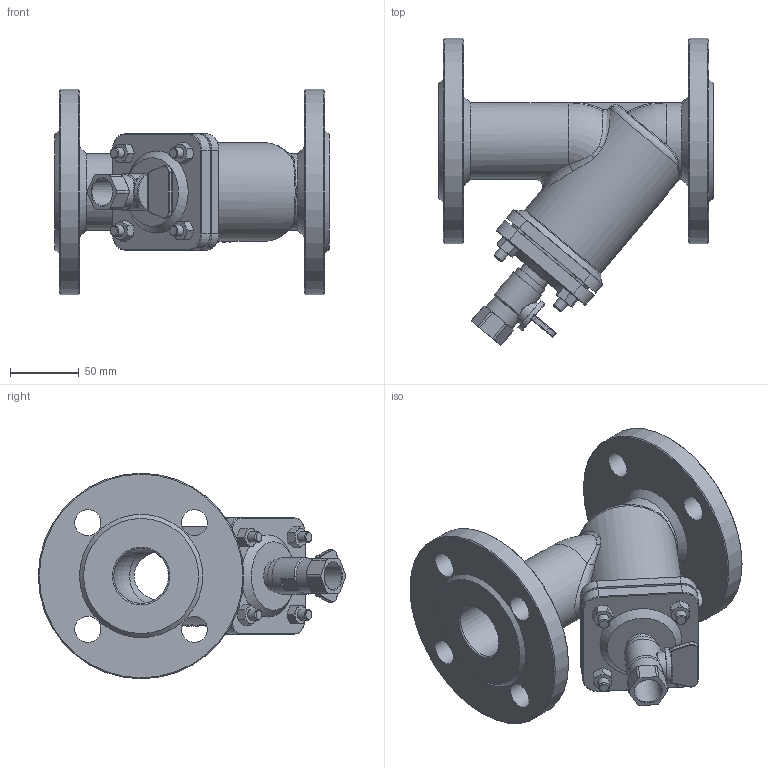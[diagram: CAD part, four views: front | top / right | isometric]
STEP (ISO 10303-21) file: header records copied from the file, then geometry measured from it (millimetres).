
FILE_DESCRIPTION(/* description */ (''),/* implementation_level */ '2;1');
FILE_NAME(/* name */ 'DN40_3D_STEP.stp',/* time_stamp */ '2024-11-30T20:30:03+03:00',/* author */ ('igorr'),/* organization */ (''),/* preprocessor_version */ 'ST-DEVELOPER v20',/* originating_system */ 'Autodesk Inventor 2025',/* authorisation */ '');
FILE_SCHEMA (('AUTOMOTIVE_DESIGN { 1 0 10303 214 3 1 1 }'));
Length unit declared in the file: millimetre
Products named in the file (4): Сборка; Деталь1; Деталь2; ANSI B18.2.4.2M - M8x1,25
Assembly tree (6 placements, depth 2):
  Сборка
    Деталь1
    Деталь2
    ANSI B18.2.4.2M - M8x1,25  x4
Bounding box: 200 x 224.27 x 150 mm (x, y, z)
Volume: 1149695.3 mm3; surface area: 184872.5 mm2
Topology: 6 solids, 6 shells, 377 faces, 900 edges, 550 vertices
Faces by surface type: plane 122, cone 82, cylinder 81, bspline 65, torus 25, sphere 2
Full cylindrical faces by diameter (mm): 6.647 x4, 8 x4, 19 x8, 20 x2, 22 x1, 25 x2, 26 x1, 27 x1, 40 x3, 56 x2, 72 x1, 150 x2
Entity records: 11724 total; most frequent: CARTESIAN_POINT 4319, ORIENTED_EDGE 1500, DIRECTION 1367, EDGE_CURVE 750, AXIS2_PLACEMENT_3D 555, VERTEX_POINT 463, EDGE_LOOP 351, FACE_OUTER_BOUND 308
